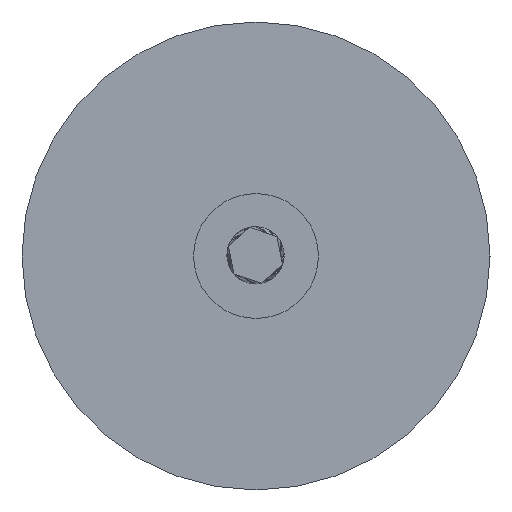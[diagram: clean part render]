
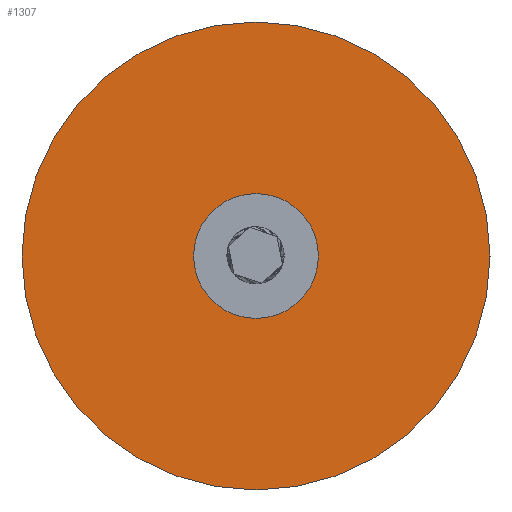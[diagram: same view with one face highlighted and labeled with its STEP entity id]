
A CAD part, front view. The second image highlights one B-rep face of the part: STEP entity #1307.
In plain terms, the highlighted planar face has unit normal (0, -1, 0).
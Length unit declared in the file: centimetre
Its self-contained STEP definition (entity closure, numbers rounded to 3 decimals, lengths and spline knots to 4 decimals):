
#265=FACE_BOUND('',#402,.T.);
#282=PLANE('',#1430);
#308=FACE_OUTER_BOUND('',#401,.T.);
#401=EDGE_LOOP('',(#905));
#402=EDGE_LOOP('',(#906));
#534=CIRCLE('',#1431,4.5);
#535=CIRCLE('',#1432,1.2);
#552=VERTEX_POINT('',#1606);
#553=VERTEX_POINT('',#1608);
#691=EDGE_CURVE('',#552,#552,#534,.T.);
#692=EDGE_CURVE('',#553,#553,#535,.T.);
#905=ORIENTED_EDGE('',*,*,#691,.T.);
#906=ORIENTED_EDGE('',*,*,#692,.T.);
#1307=ADVANCED_FACE('',(#308,#265),#282,.T.);
#1430=AXIS2_PLACEMENT_3D('',#1605,#1510,#1511);
#1431=AXIS2_PLACEMENT_3D('',#1607,#1512,#1513);
#1432=AXIS2_PLACEMENT_3D('',#1609,#1514,#1515);
#1510=DIRECTION('center_axis',(0.,-1.,0.));
#1511=DIRECTION('ref_axis',(-1.,0.,0.));
#1512=DIRECTION('center_axis',(0.,-1.,0.));
#1513=DIRECTION('ref_axis',(1.,0.,0.));
#1514=DIRECTION('center_axis',(0.,1.,0.));
#1515=DIRECTION('ref_axis',(0.,0.,
1.));
#1605=CARTESIAN_POINT('Origin',(0.,4.1,0.));
#1606=CARTESIAN_POINT('',(-4.5,4.1,0.));
#1607=CARTESIAN_POINT('Origin',(0.,4.1,0.));
#1608=CARTESIAN_POINT('',(0.,4.1,-1.2));
#1609=CARTESIAN_POINT('Origin',(0.,4.1,0.));
